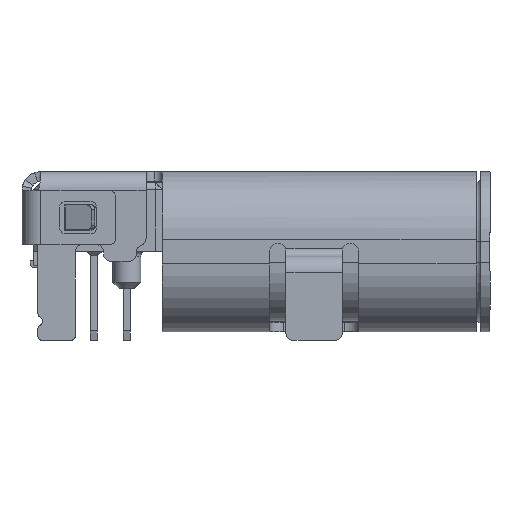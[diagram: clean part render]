
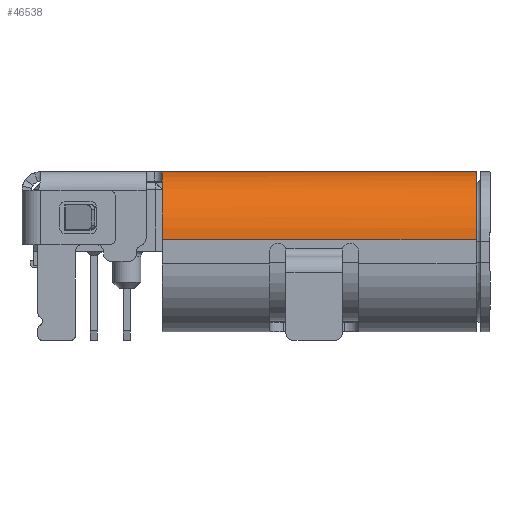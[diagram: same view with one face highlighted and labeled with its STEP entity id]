
A CAD part, left-side view. The second image highlights one B-rep face of the part: STEP entity #46538.
In plain terms, the highlighted cylindrical face has radius 1.45 mm (diameter 2.9 mm), a partial arc.
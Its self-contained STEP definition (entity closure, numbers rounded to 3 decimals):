
#43444 = VERTEX_POINT('',#43445);
#43445 = CARTESIAN_POINT('',(-3.15,-4.612,2.118));
#43451 = EDGE_CURVE('',#43444,#43452,#43454,.T.);
#43452 = VERTEX_POINT('',#43453);
#43453 = CARTESIAN_POINT('',(-4.6,-4.612,0.668));
#43454 = CIRCLE('',#43455,1.45);
#43455 = AXIS2_PLACEMENT_3D('',#43456,#43457,#43458);
#43456 = CARTESIAN_POINT('',(-3.15,-4.612,0.668));
#43457 = DIRECTION('',(0.,-1.,0.));
#43458 = DIRECTION('',(1.,0.,0.));
#44550 = EDGE_CURVE('',#44551,#43452,#44553,.T.);
#44551 = VERTEX_POINT('',#44552);
#44552 = CARTESIAN_POINT('',(-4.6,2.088,0.668));
#44553 = LINE('',#44554,#44555);
#44554 = CARTESIAN_POINT('',(-4.6,2.088,0.668));
#44555 = VECTOR('',#44556,1.);
#44556 = DIRECTION('',(0.,-1.,0.));
#45885 = VERTEX_POINT('',#45886);
#45886 = CARTESIAN_POINT('',(-3.15,2.107,2.118));
#45893 = EDGE_CURVE('',#45885,#43444,#45894,.T.);
#45894 = LINE('',#45895,#45896);
#45895 = CARTESIAN_POINT('',(-3.15,2.088,2.118));
#45896 = VECTOR('',#45897,1.);
#45897 = DIRECTION('',(0.,-1.,0.));
#46400 = EDGE_CURVE('',#46401,#44551,#46403,.T.);
#46401 = VERTEX_POINT('',#46402);
#46402 = CARTESIAN_POINT('',(-3.23,2.088,2.116));
#46403 = CIRCLE('',#46404,1.45);
#46404 = AXIS2_PLACEMENT_3D('',#46405,#46406,#46407);
#46405 = CARTESIAN_POINT('',(-3.15,2.088,0.668));
#46406 = DIRECTION('',(0.,-1.,0.));
#46407 = DIRECTION('',(1.,0.,0.));
#46538 = ADVANCED_FACE('',(#46539),#46552,.T.);
#46539 = FACE_BOUND('',#46540,.T.);
#46540 = EDGE_LOOP('',(#46541,#46542,#46543,#46550,#46551));
#46541 = ORIENTED_EDGE('',*,*,#43451,.F.);
#46542 = ORIENTED_EDGE('',*,*,#45893,.F.);
#46543 = ORIENTED_EDGE('',*,*,#46544,.T.);
#46544 = EDGE_CURVE('',#45885,#46401,#46545,.T.);
#46545 = B_SPLINE_CURVE_WITH_KNOTS('',3,(#46546,#46547,#46548,#46549),
  .UNSPECIFIED.,.F.,.F.,(4,4),(0.,0.),
  .PIECEWISE_BEZIER_KNOTS.);
#46546 = CARTESIAN_POINT('',(-3.15,2.107,2.118));
#46547 = CARTESIAN_POINT('',(-3.175,2.095,
    2.118));
#46548 = CARTESIAN_POINT('',(-3.202,2.088,
    2.117));
#46549 = CARTESIAN_POINT('',(-3.23,2.088,2.116));
#46550 = ORIENTED_EDGE('',*,*,#46400,.T.);
#46551 = ORIENTED_EDGE('',*,*,#44550,.T.);
#46552 = CYLINDRICAL_SURFACE('',#46553,1.45);
#46553 = AXIS2_PLACEMENT_3D('',#46554,#46555,#46556);
#46554 = CARTESIAN_POINT('',(-3.15,2.088,0.668));
#46555 = DIRECTION('',(0.,-1.,0.));
#46556 = DIRECTION('',(0.,0.,-1.));
